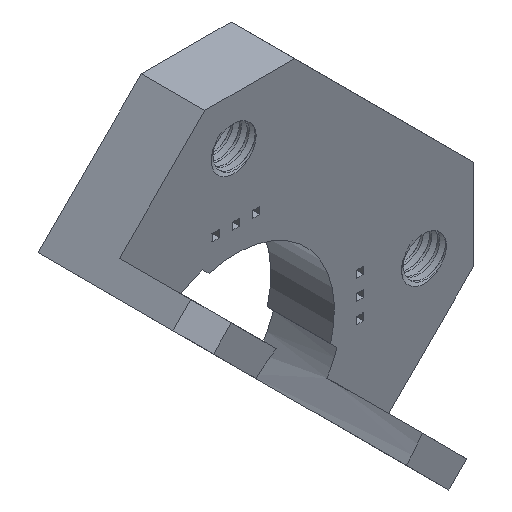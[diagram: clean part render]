
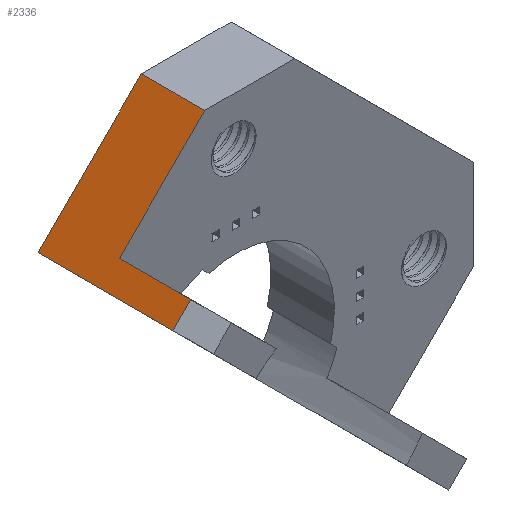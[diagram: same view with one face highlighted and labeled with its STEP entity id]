
A CAD part, isometric view. The second image highlights one B-rep face of the part: STEP entity #2336.
In plain terms, the highlighted planar face has unit normal (-0.707, 0, 0.707).
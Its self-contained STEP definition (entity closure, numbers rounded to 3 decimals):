
#42=PLANE('',#2473);
#157=FACE_OUTER_BOUND('',#281,.T.);
#281=EDGE_LOOP('',(#1774,#1775,#1776,#1777,#1778,#1779));
#571=LINE('',#5747,#773);
#578=LINE('',#5765,#780);
#579=LINE('',#5768,#781);
#580=LINE('',#5770,#782);
#581=LINE('',#5772,#783);
#582=LINE('',#5773,#784);
#773=VECTOR('',#2732,10.);
#780=VECTOR('',#2751,10.);
#781=VECTOR('',#2754,10.);
#782=VECTOR('',#2755,10.);
#783=VECTOR('',#2756,10.);
#784=VECTOR('',#2757,10.);
#1048=VERTEX_POINT('',#5739);
#1051=VERTEX_POINT('',#5745);
#1055=VERTEX_POINT('',#5761);
#1057=VERTEX_POINT('',#5767);
#1058=VERTEX_POINT('',#5769);
#1059=VERTEX_POINT('',#5771);
#1331=EDGE_CURVE('',#1051,#1048,#571,.T.);
#1339=EDGE_CURVE('',#1048,#1055,#578,.T.);
#1340=EDGE_CURVE('',#1057,#1051,#579,.T.);
#1341=EDGE_CURVE('',#1058,#1057,#580,.T.);
#1342=EDGE_CURVE('',#1059,#1058,#581,.T.);
#1343=EDGE_CURVE('',#1059,#1055,#582,.T.);
#1774=ORIENTED_EDGE('',*,*,#1339,.F.);
#1775=ORIENTED_EDGE('',*,*,#1331,.F.);
#1776=ORIENTED_EDGE('',*,*,#1340,.F.);
#1777=ORIENTED_EDGE('',*,*,#1341,.F.);
#1778=ORIENTED_EDGE('',*,*,#1342,.F.);
#1779=ORIENTED_EDGE('',*,*,#1343,.T.);
#2336=ADVANCED_FACE('',(#157),#42,.T.);
#2473=AXIS2_PLACEMENT_3D('',#5766,#2752,#2753);
#2732=DIRECTION('',(0.,-1.,0.));
#2751=DIRECTION('',(-0.707,0.,-0.707));
#2752=DIRECTION('center_axis',(-0.707,0.,0.707));
#2753=DIRECTION('ref_axis',(-0.707,0.,-0.707));
#2754=DIRECTION('',(-0.707,0.,-0.707));
#2755=DIRECTION('',(0.,-1.,0.));
#2756=DIRECTION('',(0.707,0.,0.707));
#2757=DIRECTION('',(0.,-1.,0.));
#5739=CARTESIAN_POINT('',(-7.354,-8.5,9.617));
#5745=CARTESIAN_POINT('',(-7.354,-4.,9.617));
#5747=CARTESIAN_POINT('',(-7.354,0.,9.617));
#5761=CARTESIAN_POINT('',(-8.485,-8.5,8.485));
#5765=CARTESIAN_POINT('',(-4.928,-8.5,12.043));
#5766=CARTESIAN_POINT('Origin',(-1.971,0.,15.));
#5767=CARTESIAN_POINT('',(-1.971,-4.,15.));
#5768=CARTESIAN_POINT('',(-10.456,-4.,6.515));
#5769=CARTESIAN_POINT('',(-1.971,0.,15.));
#5770=CARTESIAN_POINT('',(-1.971,0.,15.));
#5771=CARTESIAN_POINT('',(-8.485,0.,8.485));
#5772=CARTESIAN_POINT('',(-10.456,0.,6.515));
#5773=CARTESIAN_POINT('',(-8.485,0.,8.485));
